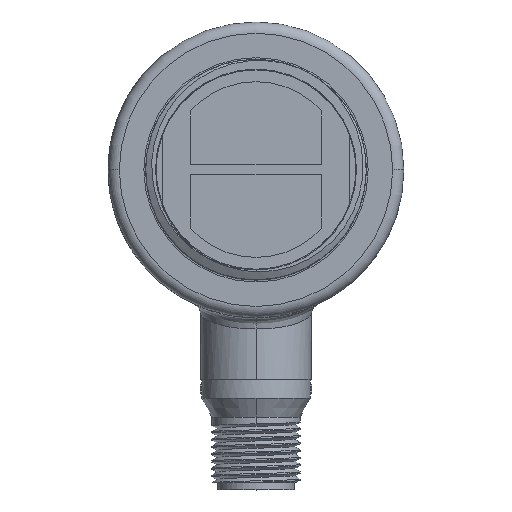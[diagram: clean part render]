
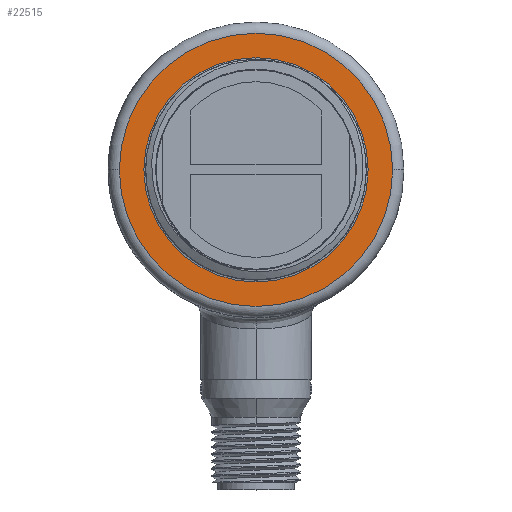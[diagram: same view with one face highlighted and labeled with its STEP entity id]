
A CAD part, top view. The second image highlights one B-rep face of the part: STEP entity #22515.
In plain terms, the highlighted planar face has unit normal (0, 0, 1).
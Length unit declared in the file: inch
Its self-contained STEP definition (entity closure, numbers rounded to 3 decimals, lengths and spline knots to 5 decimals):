
#3531=CARTESIAN_POINT('',(0.,0.,0.45));
#3532=DIRECTION('',(0.,0.,1.));
#3533=DIRECTION('',(1.,0.,0.));
#3534=AXIS2_PLACEMENT_3D('',#3531,#3532,#3533);
#3541=CARTESIAN_POINT('',(0.,0.,0.45));
#3542=DIRECTION('',(0.,0.,-1.));
#3543=DIRECTION('',(0.,-1.,0.));
#3544=AXIS2_PLACEMENT_3D('',#3541,#3542,#3543);
#3546=CARTESIAN_POINT('',(0.,0.,0.45));
#3547=DIRECTION('',(0.,0.,-1.));
#3548=DIRECTION('',(0.,1.,0.));
#3549=AXIS2_PLACEMENT_3D('',#3546,#3547,#3548);
#3551=CARTESIAN_POINT('',(0.,0.,0.45));
#3552=DIRECTION('',(0.,0.,1.));
#3553=DIRECTION('',(-1.,0.,0.));
#3554=AXIS2_PLACEMENT_3D('',#3551,#3552,#3553);
#18089=CARTESIAN_POINT('',(0.731,0.,0.45));
#18090=CARTESIAN_POINT('',(-0.731,0.,0.45));
#18091=VERTEX_POINT('',#18089);
#18092=VERTEX_POINT('',#18090);
#18211=CARTESIAN_POINT('',(0.,-0.6,0.45));
#18212=CARTESIAN_POINT('',(0.,0.6,0.45));
#18213=VERTEX_POINT('',#18211);
#18214=VERTEX_POINT('',#18212);
#22499=CARTESIAN_POINT('',(0.,0.,0.45));
#22500=DIRECTION('',(0.,0.,1.));
#22501=DIRECTION('',(1.,0.,0.));
#22502=AXIS2_PLACEMENT_3D('',#22499,#22500,#22501);
#22503=PLANE('',#22502);
#22504=ORIENTED_EDGE('',*,*,#22489,.F.);
#22506=ORIENTED_EDGE('',*,*,#22505,.F.);
#22507=EDGE_LOOP('',(#22504,#22506));
#22508=FACE_OUTER_BOUND('',#22507,.F.);
#22510=ORIENTED_EDGE('',*,*,#22509,.F.);
#22512=ORIENTED_EDGE('',*,*,#22511,.F.);
#22513=EDGE_LOOP('',(#22510,#22512));
#22514=FACE_BOUND('',#22513,.F.);
#22515=ADVANCED_FACE('',(#22508,#22514),#22503,.T.);
#3535=CIRCLE('',#3534,0.731);
#3545=CIRCLE('',#3544,0.6);
#3550=CIRCLE('',#3549,0.6);
#3555=CIRCLE('',#3554,0.731);
#22489=EDGE_CURVE('',#18091,#18092,#3535,.T.);
#22505=EDGE_CURVE('',#18092,#18091,#3555,.T.);
#22509=EDGE_CURVE('',#18213,#18214,#3545,.T.);
#22511=EDGE_CURVE('',#18214,#18213,#3550,.T.);
